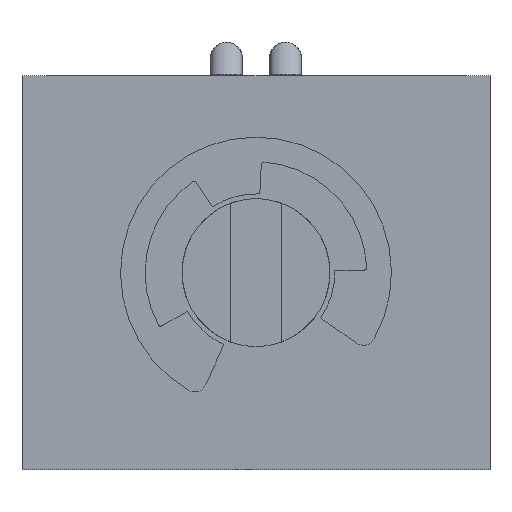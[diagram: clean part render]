
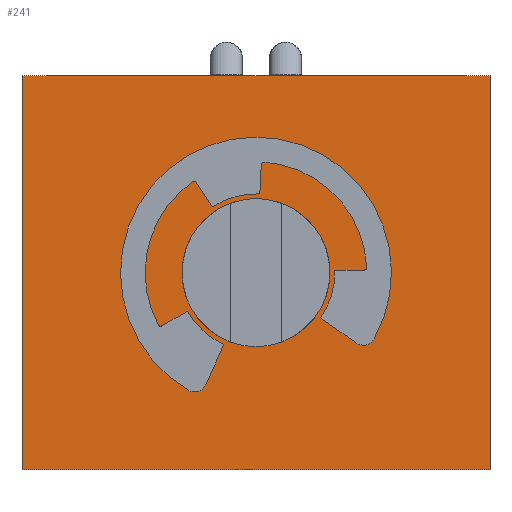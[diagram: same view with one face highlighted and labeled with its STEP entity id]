
A CAD part, left-side view. The second image highlights one B-rep face of the part: STEP entity #241.
In plain terms, the highlighted planar face has unit normal (-1, 0, 0).
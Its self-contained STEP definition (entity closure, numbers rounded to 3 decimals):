
#241 = ADVANCED_FACE( '', ( #455, #456 ), #457, .F. );
#455 = FACE_BOUND( '', #737, .T. );
#456 = FACE_OUTER_BOUND( '', #738, .T. );
#457 = PLANE( '', #739 );
#737 = EDGE_LOOP( '', ( #1019 ) );
#738 = EDGE_LOOP( '', ( #1020, #1021, #1022, #1023 ) );
#739 = AXIS2_PLACEMENT_3D( '', #1024, #1025, #1026 );
#1019 = ORIENTED_EDGE( '', *, *, #1571, .T. );
#1020 = ORIENTED_EDGE( '', *, *, #1572, .T. );
#1021 = ORIENTED_EDGE( '', *, *, #1573, .F. );
#1022 = ORIENTED_EDGE( '', *, *, #1574, .F. );
#1023 = ORIENTED_EDGE( '', *, *, #1575, .T. );
#1024 = CARTESIAN_POINT( '', ( -14.75, 19., -8. ) );
#1025 = DIRECTION( '', ( 1., 0., 0. ) );
#1026 = DIRECTION( '', ( 0., 0., -1. ) );
#1571 = EDGE_CURVE( '', #1788, #1788, #1789, .T. );
#1572 = EDGE_CURVE( '', #1790, #1791, #1792, .T. );
#1573 = EDGE_CURVE( '', #1793, #1791, #1794, .T. );
#1574 = EDGE_CURVE( '', #1795, #1793, #1796, .T. );
#1575 = EDGE_CURVE( '', #1795, #1790, #1797, .T. );
#1788 = VERTEX_POINT( '', #2100 );
#1789 = CIRCLE( '', #2101, 3. );
#1790 = VERTEX_POINT( '', #2102 );
#1791 = VERTEX_POINT( '', #2103 );
#1792 = LINE( '', #2104, #2105 );
#1793 = VERTEX_POINT( '', #2106 );
#1794 = LINE( '', #2107, #2108 );
#1795 = VERTEX_POINT( '', #2109 );
#1796 = LINE( '', #2110, #2111 );
#1797 = LINE( '', #2112, #2113 );
#2100 = CARTESIAN_POINT( '', ( -14.75, 9.5, -3. ) );
#2101 = AXIS2_PLACEMENT_3D( '', #2539, #2540, #2541 );
#2102 = CARTESIAN_POINT( '', ( -14.75, 0., -8. ) );
#2103 = CARTESIAN_POINT( '', ( -14.75, 0., 8. ) );
#2104 = CARTESIAN_POINT( '', ( -14.75, 0., -8. ) );
#2105 = VECTOR( '', #2542, 1000. );
#2106 = CARTESIAN_POINT( '', ( -14.75, 19., 8. ) );
#2107 = CARTESIAN_POINT( '', ( -14.75, 19., 8. ) );
#2108 = VECTOR( '', #2543, 1000. );
#2109 = CARTESIAN_POINT( '', ( -14.75, 19., -8. ) );
#2110 = CARTESIAN_POINT( '', ( -14.75, 19., -8. ) );
#2111 = VECTOR( '', #2544, 1000. );
#2112 = CARTESIAN_POINT( '', ( -14.75, 19., -8. ) );
#2113 = VECTOR( '', #2545, 1000. );
#2539 = CARTESIAN_POINT( '', ( -14.75, 9.5, 0. ) );
#2540 = DIRECTION( '', ( 1., 0., 0. ) );
#2541 = DIRECTION( '', ( 0., 0., -1. ) );
#2542 = DIRECTION( '', ( 0., 0., 1. ) );
#2543 = DIRECTION( '', ( 0., -1., 0. ) );
#2544 = DIRECTION( '', ( 0., 0., 1. ) );
#2545 = DIRECTION( '', ( 0., -1., 0. ) );
